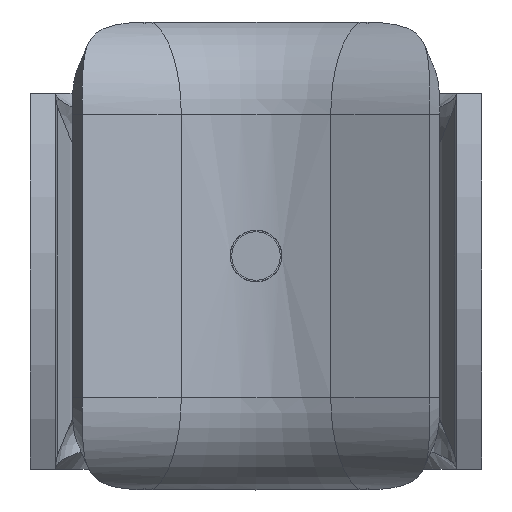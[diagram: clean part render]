
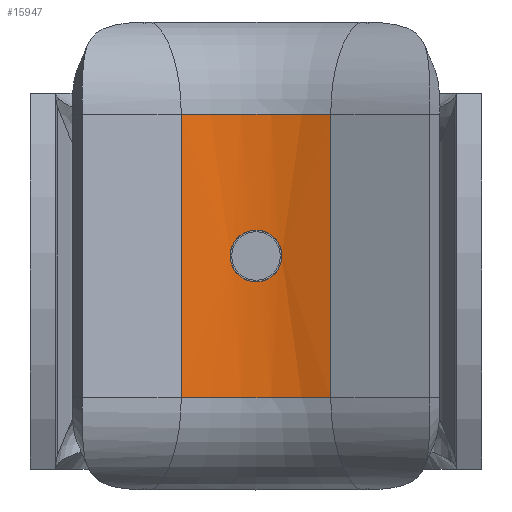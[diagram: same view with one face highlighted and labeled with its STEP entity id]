
A CAD part, front view. The second image highlights one B-rep face of the part: STEP entity #15947.
In plain terms, the highlighted cylindrical face has radius 11 mm (diameter 22 mm), a partial arc.
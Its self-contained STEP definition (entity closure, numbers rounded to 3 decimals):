
#59 = CARTESIAN_POINT ( 'NONE',  ( 0.779, 3.56, -1.355 ) ) ;
#597 = ORIENTED_EDGE ( 'NONE', *, *, #10175, .F. ) ;
#658 = DIRECTION ( 'NONE',  ( 0., 0., 1. ) ) ;
#668 = VERTEX_POINT ( 'NONE', #9442 ) ;
#787 = EDGE_CURVE ( 'NONE', #668, #1760, #5967, .T. ) ;
#884 = EDGE_CURVE ( 'NONE', #1760, #1594, #2042, .T. ) ;
#914 = EDGE_LOOP ( 'NONE', ( #16447 ) ) ;
#984 = DIRECTION ( 'NONE',  ( 1., 0., 0. ) ) ;
#1083 = CARTESIAN_POINT ( 'NONE',  ( -0.5, 3.575, -1.471 ) ) ;
#1166 = CARTESIAN_POINT ( 'NONE',  ( -0.102, 3.586, -1.55 ) ) ;
#1221 = CARTESIAN_POINT ( 'NONE',  ( 0., 3.586, 1.55 ) ) ;
#1326 = CARTESIAN_POINT ( 'NONE',  ( -1.5, 3.483, -0.402 ) ) ;
#1374 = EDGE_CURVE ( 'NONE', #668, #13189, #3584, .T. ) ;
#1411 = CARTESIAN_POINT ( 'NONE',  ( -0.402, 3.579, 1.5 ) ) ;
#1495 = DIRECTION ( 'NONE',  ( 0., 0., 1. ) ) ;
#1594 = VERTEX_POINT ( 'NONE', #13432 ) ;
#1760 = VERTEX_POINT ( 'NONE', #16297 ) ;
#1809 = B_SPLINE_CURVE_WITH_KNOTS ( 'NONE', 3,
 ( #11373, #16694, #3862, #1411, #6553, #11709, #2517, #5212, #7490, #9002, #8923, #12888, #5291, #14234, #12642, #1326, #7572, #10361, #14148, #2689, #14067, #3779, #6471, #1083, #6390, #12723, #1166, #15171, #8758, #59, #13985, #16527, #7652, #3698, #12802, #15503, #13900, #5130, #2348, #4960, #15252, #10274, #10112, #8844, #11460, #16611, #5045, #10195, #15336, #14484, #4278, #8166 ),
 .UNSPECIFIED., .T., .F.,
 ( 4, 2, 2, 2, 2, 2, 2, 2, 2, 2, 2, 2, 2, 2, 2, 2, 2, 2, 2, 2, 2, 2, 2, 2, 2, 4 ),
 ( 0., 0., 0.001, 0.001, 0.001, 0.002, 0.002, 0.003, 0.003, 0.004, 0.004, 0.004, 0.005, 0.005, 0.005, 0.006, 0.006, 0.007, 0.007, 0.007, 0.008, 0.008, 0.008, 0.008, 0.009, 0.01 ),
 .UNSPECIFIED. ) ;
#2042 = CIRCLE ( 'NONE', #11470, 11. ) ;
#2348 = CARTESIAN_POINT ( 'NONE',  ( 1.55, 3.476, -0.104 ) ) ;
#2517 = CARTESIAN_POINT ( 'NONE',  ( -0.777, 3.558, 1.345 ) ) ;
#2689 = CARTESIAN_POINT ( 'NONE',  ( -1.024, 3.538, -1.168 ) ) ;
#3204 = CARTESIAN_POINT ( 'NONE',  ( 4.474, 2.635, -15. ) ) ;
#3536 = ORIENTED_EDGE ( 'NONE', *, *, #884, .T. ) ;
#3584 = CIRCLE ( 'NONE', #11402, 11. ) ;
#3698 = CARTESIAN_POINT ( 'NONE',  ( 1.344, 3.503, -0.778 ) ) ;
#3779 = CARTESIAN_POINT ( 'NONE',  ( -0.778, 3.558, -1.344 ) ) ;
#3862 = CARTESIAN_POINT ( 'NONE',  ( -0.203, 3.584, 1.54 ) ) ;
#4199 = LINE ( 'NONE', #14651, #10353 ) ;
#4278 = CARTESIAN_POINT ( 'NONE',  ( 0.205, 3.586, 1.55 ) ) ;
#4537 = CARTESIAN_POINT ( 'NONE',  ( 0., -7.414, 8.473 ) ) ;
#4614 = FACE_OUTER_BOUND ( 'NONE', #15066, .T. ) ;
#4777 = DIRECTION ( 'NONE',  ( 0., 0., 1. ) ) ;
#4960 = CARTESIAN_POINT ( 'NONE',  ( 1.55, 3.476, 0.101 ) ) ;
#5002 = CARTESIAN_POINT ( 'NONE',  ( 0., -7.414, -8.473 ) ) ;
#5045 = CARTESIAN_POINT ( 'NONE',  ( 1.168, 3.524, 1.024 ) ) ;
#5130 = CARTESIAN_POINT ( 'NONE',  ( 1.54, 3.477, -0.205 ) ) ;
#5212 = CARTESIAN_POINT ( 'NONE',  ( -0.945, 3.545, 1.233 ) ) ;
#5291 = CARTESIAN_POINT ( 'NONE',  ( -1.55, 3.476, 0.203 ) ) ;
#5967 = LINE ( 'NONE', #3204, #16595 ) ;
#6390 = CARTESIAN_POINT ( 'NONE',  ( -0.403, 3.579, -1.5 ) ) ;
#6471 = CARTESIAN_POINT ( 'NONE',  ( -0.688, 3.565, -1.393 ) ) ;
#6553 = CARTESIAN_POINT ( 'NONE',  ( -0.5, 3.575, 1.471 ) ) ;
#7490 = CARTESIAN_POINT ( 'NONE',  ( -1.025, 3.538, 1.167 ) ) ;
#7572 = CARTESIAN_POINT ( 'NONE',  ( -1.471, 3.487, -0.499 ) ) ;
#7652 = CARTESIAN_POINT ( 'NONE',  ( 1.232, 3.517, -0.946 ) ) ;
#8109 = ORIENTED_EDGE ( 'NONE', *, *, #787, .T. ) ;
#8166 = CARTESIAN_POINT ( 'NONE',  ( 0., 3.586, 1.55 ) ) ;
#8343 = FACE_BOUND ( 'NONE', #914, .T. ) ;
#8500 = CARTESIAN_POINT ( 'NONE',  ( 0., -7.414, -15. ) ) ;
#8758 = CARTESIAN_POINT ( 'NONE',  ( 0.406, 3.58, -1.509 ) ) ;
#8844 = CARTESIAN_POINT ( 'NONE',  ( 1.393, 3.497, 0.686 ) ) ;
#8898 = VERTEX_POINT ( 'NONE', #1221 ) ;
#8923 = CARTESIAN_POINT ( 'NONE',  ( -1.354, 3.502, 0.78 ) ) ;
#9002 = CARTESIAN_POINT ( 'NONE',  ( -1.239, 3.517, 0.953 ) ) ;
#9442 = CARTESIAN_POINT ( 'NONE',  ( 4.474, 2.635, -8.473 ) ) ;
#9690 = DIRECTION ( 'NONE',  ( 0., 0., 1. ) ) ;
#9993 = EDGE_CURVE ( 'NONE', #8898, #8898, #1809, .T. ) ;
#10112 = CARTESIAN_POINT ( 'NONE',  ( 1.471, 3.487, 0.499 ) ) ;
#10149 = DIRECTION ( 'NONE',  ( 0., 0., 1. ) ) ;
#10175 = EDGE_CURVE ( 'NONE', #13189, #1594, #4199, .T. ) ;
#10195 = CARTESIAN_POINT ( 'NONE',  ( 0.954, 3.545, 1.238 ) ) ;
#10229 = DIRECTION ( 'NONE',  ( 1., 0., 0. ) ) ;
#10274 = CARTESIAN_POINT ( 'NONE',  ( 1.501, 3.483, 0.4 ) ) ;
#10353 = VECTOR ( 'NONE', #1495, 1000. ) ;
#10361 = CARTESIAN_POINT ( 'NONE',  ( -1.355, 3.502, -0.78 ) ) ;
#11373 = CARTESIAN_POINT ( 'NONE',  ( 0., 3.586, 1.55 ) ) ;
#11402 = AXIS2_PLACEMENT_3D ( 'NONE', #5002, #10149, #10229 ) ;
#11460 = CARTESIAN_POINT ( 'NONE',  ( 1.346, 3.503, 0.776 ) ) ;
#11470 = AXIS2_PLACEMENT_3D ( 'NONE', #4537, #9690, #14833 ) ;
#11709 = CARTESIAN_POINT ( 'NONE',  ( -0.688, 3.565, 1.393 ) ) ;
#12642 = CARTESIAN_POINT ( 'NONE',  ( -1.54, 3.477, -0.203 ) ) ;
#12723 = CARTESIAN_POINT ( 'NONE',  ( -0.205, 3.584, -1.54 ) ) ;
#12739 = CARTESIAN_POINT ( 'NONE',  ( -4.474, 2.635, -8.473 ) ) ;
#12802 = CARTESIAN_POINT ( 'NONE',  ( 1.392, 3.497, -0.689 ) ) ;
#12888 = CARTESIAN_POINT ( 'NONE',  ( -1.509, 3.482, 0.407 ) ) ;
#13189 = VERTEX_POINT ( 'NONE', #12739 ) ;
#13432 = CARTESIAN_POINT ( 'NONE',  ( -4.474, 2.635, 8.473 ) ) ;
#13900 = CARTESIAN_POINT ( 'NONE',  ( 1.5, 3.483, -0.403 ) ) ;
#13985 = CARTESIAN_POINT ( 'NONE',  ( 0.952, 3.545, -1.24 ) ) ;
#14067 = CARTESIAN_POINT ( 'NONE',  ( -0.946, 3.545, -1.232 ) ) ;
#14148 = CARTESIAN_POINT ( 'NONE',  ( -1.241, 3.516, -0.951 ) ) ;
#14234 = CARTESIAN_POINT ( 'NONE',  ( -1.55, 3.476, -0.1 ) ) ;
#14484 = CARTESIAN_POINT ( 'NONE',  ( 0.409, 3.58, 1.509 ) ) ;
#14651 = CARTESIAN_POINT ( 'NONE',  ( -4.474, 2.635, -15. ) ) ;
#14833 = DIRECTION ( 'NONE',  ( 1., 0., 0. ) ) ;
#14986 = CYLINDRICAL_SURFACE ( 'NONE', #15596, 11. ) ;
#15066 = EDGE_LOOP ( 'NONE', ( #597, #16531, #8109, #3536 ) ) ;
#15171 = CARTESIAN_POINT ( 'NONE',  ( 0.202, 3.586, -1.55 ) ) ;
#15252 = CARTESIAN_POINT ( 'NONE',  ( 1.54, 3.477, 0.202 ) ) ;
#15336 = CARTESIAN_POINT ( 'NONE',  ( 0.782, 3.559, 1.354 ) ) ;
#15503 = CARTESIAN_POINT ( 'NONE',  ( 1.47, 3.487, -0.501 ) ) ;
#15596 = AXIS2_PLACEMENT_3D ( 'NONE', #8500, #4777, #984 ) ;
#15947 = ADVANCED_FACE ( 'NONE', ( #8343, #4614 ), #14986, .F. ) ;
#16297 = CARTESIAN_POINT ( 'NONE',  ( 4.474, 2.635, 8.473 ) ) ;
#16447 = ORIENTED_EDGE ( 'NONE', *, *, #9993, .F. ) ;
#16527 = CARTESIAN_POINT ( 'NONE',  ( 1.166, 3.524, -1.026 ) ) ;
#16531 = ORIENTED_EDGE ( 'NONE', *, *, #1374, .F. ) ;
#16595 = VECTOR ( 'NONE', #658, 1000. ) ;
#16611 = CARTESIAN_POINT ( 'NONE',  ( 1.233, 3.516, 0.944 ) ) ;
#16694 = CARTESIAN_POINT ( 'NONE',  ( -0.103, 3.586, 1.55 ) ) ;
